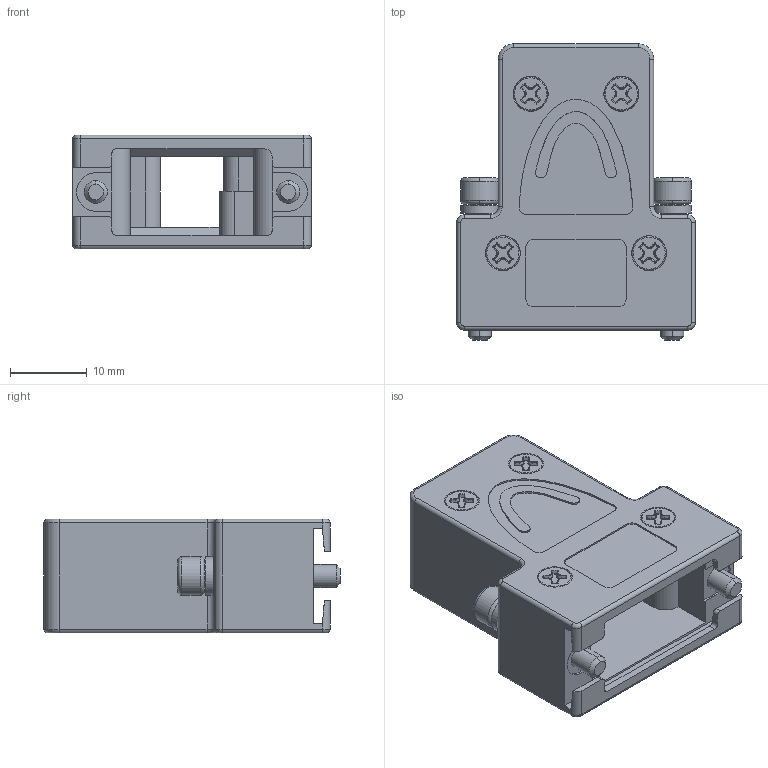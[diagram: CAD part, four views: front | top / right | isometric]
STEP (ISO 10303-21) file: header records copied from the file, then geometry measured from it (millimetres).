
FILE_DESCRIPTION(('Creo Elements/Direct Modeling STEP Export'),'2;1');
FILE_NAME('0ln7uvk5he4d74p3496','2022-02-28T 8:52:57',(''),(''),'Creo Elements/Direct Modeling STEP processor for AP214 (Solid Model)','Creo Elements/Direct Modeling 20.1B 02-Apr-2019 (C) Parametric Technology GmbH','');
FILE_SCHEMA(('AUTOMOTIVE_DESIGN { 1 0 10303 214 1 1 1 1 }'));
Products named in the file (2): MPTAV_09
Assembly tree (1 placements, depth 2):
  MPTAV_09
    MPTAV_09
Bounding box: 31 x 38.5 x 14.8 mm (x, y, z)
Volume: 6576.4 mm3; surface area: 6094.3 mm2
Topology: 1 solids, 1 shells, 673 faces, 1628 edges, 964 vertices
Faces by surface type: bspline 256, cylinder 195, plane 140, torus 48, cone 28, extrusion 6
Entity records: 43893 total; most frequent: CARTESIAN_POINT 25847, ORIENTED_EDGE 3232, DIRECTION 1758, EDGE_CURVE 1616, VERTEX_POINT 964, EDGE_LOOP 702, COLOUR_RGB 674, FILL_AREA_STYLE_COLOUR 674
